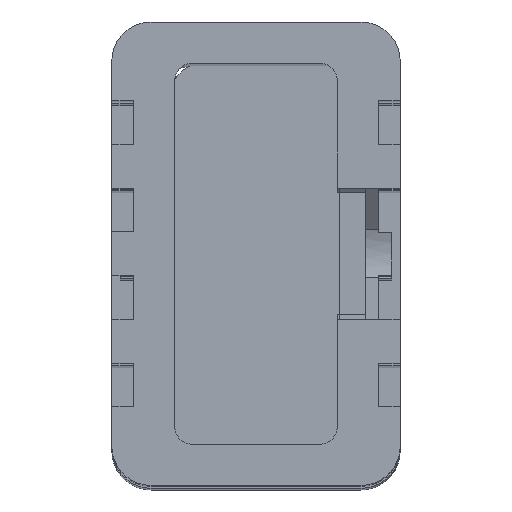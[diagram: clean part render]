
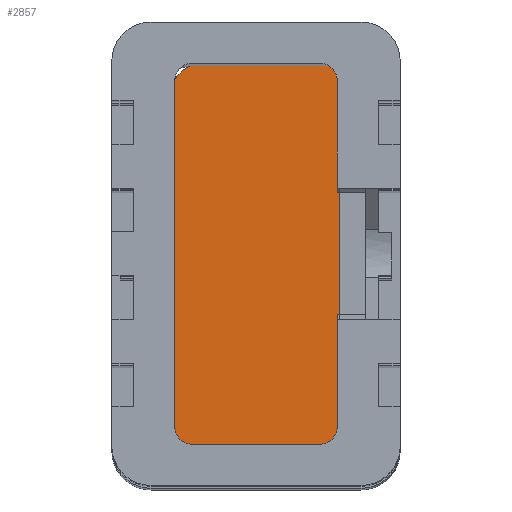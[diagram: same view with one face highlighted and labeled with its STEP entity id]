
A CAD part, top view. The second image highlights one B-rep face of the part: STEP entity #2857.
In plain terms, the highlighted planar face has unit normal (0, 0, 1).
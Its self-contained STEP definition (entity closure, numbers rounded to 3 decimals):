
#65=PLANE('',#3136);
#191=FACE_OUTER_BOUND('',#345,.T.);
#345=EDGE_LOOP('',(#2085,#2086,#2087,#2088,#2089,#2090,#2091,#2092));
#503=LINE('',#4248,#851);
#507=LINE('',#4260,#855);
#511=LINE('',#4272,#859);
#515=LINE('',#4283,#863);
#851=VECTOR('',#3440,10.);
#855=VECTOR('',#3452,10.);
#859=VECTOR('',#3464,10.);
#863=VECTOR('',#3476,10.);
#1183=CIRCLE('',#3121,9.);
#1185=CIRCLE('',#3125,9.);
#1187=CIRCLE('',#3129,9.);
#1189=CIRCLE('',#3133,9.);
#1275=VERTEX_POINT('',#4238);
#1276=VERTEX_POINT('',#4239);
#1279=VERTEX_POINT('',#4247);
#1281=VERTEX_POINT('',#4253);
#1283=VERTEX_POINT('',#4259);
#1285=VERTEX_POINT('',#4265);
#1287=VERTEX_POINT('',#4271);
#1289=VERTEX_POINT('',#4277);
#1575=EDGE_CURVE('',#1275,#1276,#1183,.T.);
#1579=EDGE_CURVE('',#1276,#1279,#503,.T.);
#1582=EDGE_CURVE('',#1279,#1281,#1185,.T.);
#1585=EDGE_CURVE('',#1281,#1283,#507,.T.);
#1588=EDGE_CURVE('',#1283,#1285,#1187,.T.);
#1591=EDGE_CURVE('',#1285,#1287,#511,.T.);
#1594=EDGE_CURVE('',#1287,#1289,#1189,.T.);
#1597=EDGE_CURVE('',#1289,#1275,#515,.T.);
#2085=ORIENTED_EDGE('',*,*,#1575,.F.);
#2086=ORIENTED_EDGE('',*,*,#1597,.F.);
#2087=ORIENTED_EDGE('',*,*,#1594,.F.);
#2088=ORIENTED_EDGE('',*,*,#1591,.F.);
#2089=ORIENTED_EDGE('',*,*,#1588,.F.);
#2090=ORIENTED_EDGE('',*,*,#1585,.F.);
#2091=ORIENTED_EDGE('',*,*,#1582,.F.);
#2092=ORIENTED_EDGE('',*,*,#1579,.F.);
#2857=ADVANCED_FACE('',(#191),#65,.T.);
#3121=AXIS2_PLACEMENT_3D('',#4240,#3432,#3433);
#3125=AXIS2_PLACEMENT_3D('',#4254,#3445,#3446);
#3129=AXIS2_PLACEMENT_3D('',#4266,#3457,#3458);
#3133=AXIS2_PLACEMENT_3D('',#4278,#3469,#3470);
#3136=AXIS2_PLACEMENT_3D('',#4285,#3478,#3479);
#3432=DIRECTION('center_axis',(0.,0.,-1.));
#3433=DIRECTION('ref_axis',(-1.,0.,0.));
#3440=DIRECTION('',(0.,-1.,0.));
#3445=DIRECTION('center_axis',(0.,0.,-1.));
#3446=DIRECTION('ref_axis',(0.,1.,0.));
#3452=DIRECTION('',(-1.,0.,0.));
#3457=DIRECTION('center_axis',(0.,0.,-1.));
#3458=DIRECTION('ref_axis',(1.,0.,0.));
#3464=DIRECTION('',(0.,1.,0.));
#3469=DIRECTION('center_axis',(0.,0.,-1.));
#3470=DIRECTION('ref_axis',(0.,-1.,0.));
#3476=DIRECTION('',(1.,0.,0.));
#3478=DIRECTION('center_axis',(0.,0.,1.));
#3479=DIRECTION('ref_axis',(1.,0.,0.));
#4238=CARTESIAN_POINT('',(61.596,18.348,43.));
#4239=CARTESIAN_POINT('',(70.596,9.348,43.));
#4240=CARTESIAN_POINT('Origin',(61.596,9.348,43.));
#4247=CARTESIAN_POINT('',(70.596,-15.652,43.));
#4248=CARTESIAN_POINT('',(70.596,9.348,43.));
#4253=CARTESIAN_POINT('',(61.596,-24.652,43.));
#4254=CARTESIAN_POINT('Origin',(61.596,-15.652,43.));
#4259=CARTESIAN_POINT('',(-13.404,-24.652,43.));
#4260=CARTESIAN_POINT('',(61.596,-24.652,43.));
#4265=CARTESIAN_POINT('',(-22.404,-15.652,43.));
#4266=CARTESIAN_POINT('Origin',(-13.404,-15.652,43.));
#4271=CARTESIAN_POINT('',(-22.404,9.348,43.));
#4272=CARTESIAN_POINT('',(-22.404,-15.652,43.));
#4277=CARTESIAN_POINT('',(-13.404,18.348,43.));
#4278=CARTESIAN_POINT('Origin',(-13.404,9.348,43.));
#4283=CARTESIAN_POINT('',(-13.404,18.348,43.));
#4285=CARTESIAN_POINT('Origin',(24.096,-3.152,43.));
